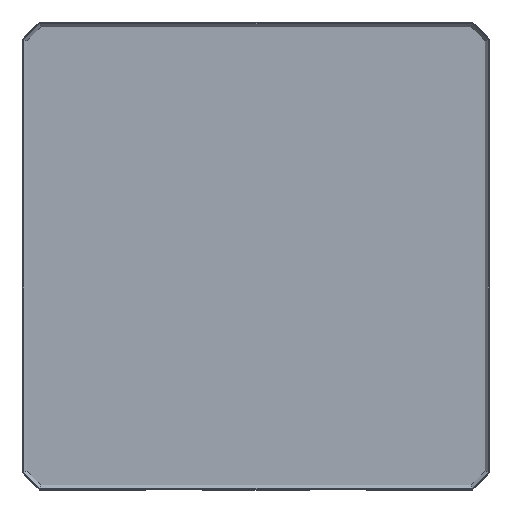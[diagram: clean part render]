
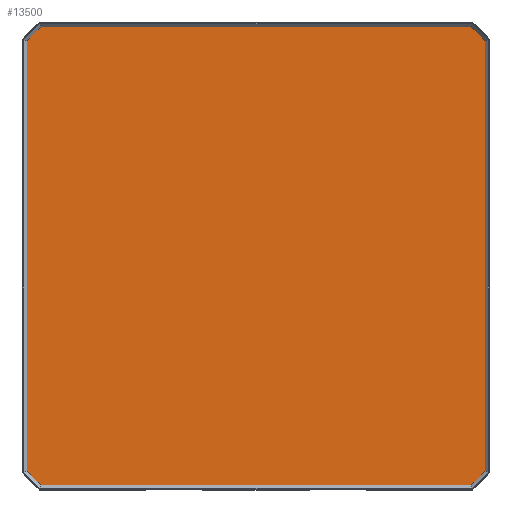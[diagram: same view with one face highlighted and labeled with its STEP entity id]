
A CAD part, top view. The second image highlights one B-rep face of the part: STEP entity #13500.
In plain terms, the highlighted planar face has unit normal (0, 0, 1).
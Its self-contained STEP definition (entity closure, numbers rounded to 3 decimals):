
#118=FACE_OUTER_BOUND('',#888,.T.);
#888=EDGE_LOOP('',(#9195,#9196,#9197,#9198,#9199,#9200,#9201,#9202));
#1842=LINE('',#19003,#3812);
#1843=LINE('',#19005,#3813);
#1844=LINE('',#19007,#3814);
#1845=LINE('',#19009,#3815);
#1846=LINE('',#19011,#3816);
#1847=LINE('',#19013,#3817);
#1848=LINE('',#19015,#3818);
#1849=LINE('',#19016,#3819);
#3812=VECTOR('',#15406,10.);
#3813=VECTOR('',#15407,10.);
#3814=VECTOR('',#15408,10.);
#3815=VECTOR('',#15409,10.);
#3816=VECTOR('',#15410,10.);
#3817=VECTOR('',#15411,10.);
#3818=VECTOR('',#15412,10.);
#3819=VECTOR('',#15413,10.);
#5693=VERTEX_POINT('',#19001);
#5694=VERTEX_POINT('',#19002);
#5695=VERTEX_POINT('',#19004);
#5696=VERTEX_POINT('',#19006);
#5697=VERTEX_POINT('',#19008);
#5698=VERTEX_POINT('',#19010);
#5699=VERTEX_POINT('',#19012);
#5700=VERTEX_POINT('',#19014);
#6994=EDGE_CURVE('',#5693,#5694,#1842,.T.);
#6995=EDGE_CURVE('',#5695,#5693,#1843,.T.);
#6996=EDGE_CURVE('',#5696,#5695,#1844,.T.);
#6997=EDGE_CURVE('',#5697,#5696,#1845,.T.);
#6998=EDGE_CURVE('',#5698,#5697,#1846,.T.);
#6999=EDGE_CURVE('',#5699,#5698,#1847,.T.);
#7000=EDGE_CURVE('',#5700,#5699,#1848,.T.);
#7001=EDGE_CURVE('',#5694,#5700,#1849,.T.);
#9195=ORIENTED_EDGE('',*,*,#6994,.F.);
#9196=ORIENTED_EDGE('',*,*,#6995,.F.);
#9197=ORIENTED_EDGE('',*,*,#6996,.F.);
#9198=ORIENTED_EDGE('',*,*,#6997,.F.);
#9199=ORIENTED_EDGE('',*,*,#6998,.F.);
#9200=ORIENTED_EDGE('',*,*,#6999,.F.);
#9201=ORIENTED_EDGE('',*,*,#7000,.F.);
#9202=ORIENTED_EDGE('',*,*,#7001,.F.);
#12730=PLANE('',#14272);
#13500=ADVANCED_FACE('',(#118),#12730,.T.);
#14272=AXIS2_PLACEMENT_3D('',#19000,#15404,#15405);
#15404=DIRECTION('center_axis',(0.,0.,1.));
#15405=DIRECTION('ref_axis',(1.,0.,0.));
#15406=DIRECTION('',(0.707,0.707,0.));
#15407=DIRECTION('',(0.,1.,0.));
#15408=DIRECTION('',(-0.707,0.707,0.));
#15409=DIRECTION('',(-1.,0.,0.));
#15410=DIRECTION('',(-0.707,-0.707,0.));
#15411=DIRECTION('',(0.,-1.,0.));
#15412=DIRECTION('',(0.707,-0.707,0.));
#15413=DIRECTION('',(1.,0.,0.));
#19000=CARTESIAN_POINT('Origin',(50.,50.,4.2));
#19001=CARTESIAN_POINT('',(-20.1,115.648,4.2));
#19002=CARTESIAN_POINT('',(-15.648,120.1,4.2));
#19003=CARTESIAN_POINT('',(-16.556,119.192,4.2));
#19004=CARTESIAN_POINT('',(-20.1,-15.648,4.2));
#19005=CARTESIAN_POINT('',(-20.1,83.114,4.2));
#19006=CARTESIAN_POINT('',(-15.648,-20.1,4.2));
#19007=CARTESIAN_POINT('',(-19.192,-16.556,4.2));
#19008=CARTESIAN_POINT('',(115.648,-20.1,4.2));
#19009=CARTESIAN_POINT('',(16.886,-20.1,4.2));
#19010=CARTESIAN_POINT('',(120.1,-15.648,4.2));
#19011=CARTESIAN_POINT('',(116.556,-19.192,4.2));
#19012=CARTESIAN_POINT('',(120.1,115.648,4.2));
#19013=CARTESIAN_POINT('',(120.1,16.886,4.2));
#19014=CARTESIAN_POINT('',(115.648,120.1,4.2));
#19015=CARTESIAN_POINT('',(119.192,116.556,4.2));
#19016=CARTESIAN_POINT('',(83.114,120.1,4.2));
